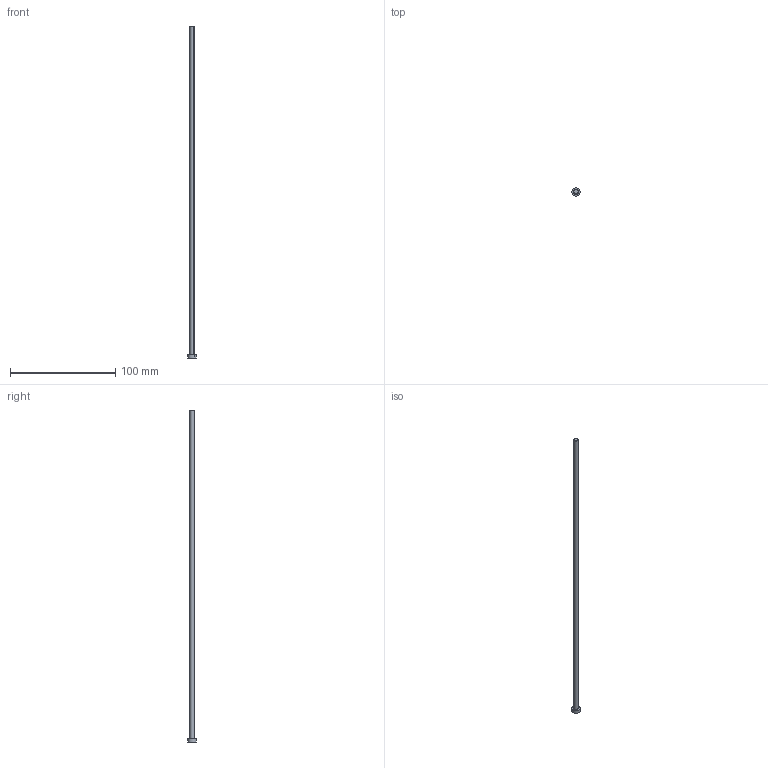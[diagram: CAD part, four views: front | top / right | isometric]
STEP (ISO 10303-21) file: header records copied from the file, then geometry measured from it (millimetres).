
FILE_DESCRIPTION(('CATIA V5 STEP Exchange'),'2;1');
FILE_NAME('Ejector_before_split.stp','2017-11-16T16:44:45+00:00',('none'),('none'),'CATIA Version 5-6 Release 2014 SP6','CATIA V5 STEP AP203','none');
FILE_SCHEMA(('CONFIG_CONTROL_DESIGN'));
Length unit declared in the file: millimetre
Products named in the file (1): Extractor
Bounding box: 8 x 8 x 315 mm (x, y, z)
Volume: 4071.8 mm3; surface area: 4107.6 mm2
Topology: 1 solids, 2 shells, 10 faces, 21 edges, 19 vertices
Faces by surface type: plane 4, cylinder 4, torus 2
Entity records: 299 total; most frequent: CARTESIAN_POINT 49, DIRECTION 35, ORIENTED_EDGE 34, AXIS2_PLACEMENT_3D 24, EDGE_CURVE 18, CIRCLE 16, VERTEX_POINT 12, EDGE_LOOP 11
